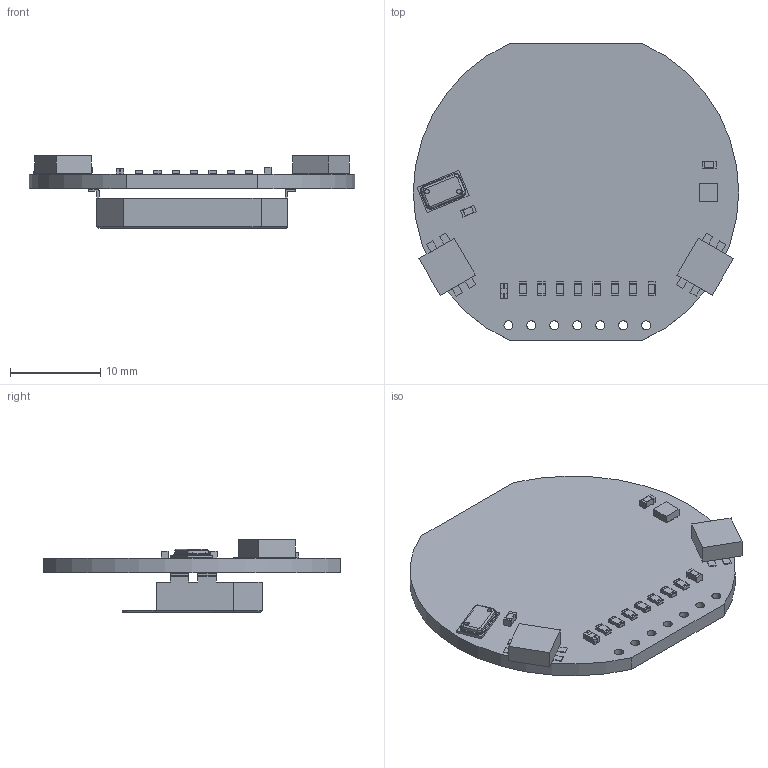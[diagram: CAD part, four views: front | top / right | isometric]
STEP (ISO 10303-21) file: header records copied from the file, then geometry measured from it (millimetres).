
FILE_DESCRIPTION(('FreeCAD Model'),'2;1');
FILE_NAME('3d-file.step','2021-08-29T11:04:40',('Author' ),(''),'Open CASCADE STEP processor 7.3','FreeCAD','Unknown');
FILE_SCHEMA(('AUTOMOTIVE_DESIGN { 1 0 10303 214 1 1 1 1 }'));
Length unit declared in the file: millimetre
Products named in the file (24): nrf52-sensor-tag; Board_Geoms; Pcb; Open CASCADE STEP translator 7.3 1.1.1.1; PCB_Sketch; Step_Models; Top; R7_R_0603_1608Metric_612A865A; R6_R_0603_1608Metric_612A8597; R5_R_0603_1608Metric_612A8537; LED1_APHF1608SEEQBDZGKC_KNB_612A85F8; IC3_C-MS860702BA01-50_602345E7; IC2_VEML6030_602345CD; C8_C_0603_1608Metric_602344F7; C5_C_0603_1608Metric_602344B5; R4_R_0603_1608Metric_612A862A; R3_R_0603_1608Metric_612A7F2F; R2_R_0603_1608Metric_612A8507; R1_R_0603_1608Metric_612A85C7; SW1_EVQ-PUA02K_601F8572; SW2_EVQ-PUA02K_601F8558; C7_C_0603_1608Metric_612A84D7; Bot; BT1_BAT-HLD-001_601FBF74
Assembly tree (23 placements, depth 4):
  nrf52-sensor-tag
    Board_Geoms
      Pcb
        Open CASCADE STEP translator 7.3 1.1.1.1
      PCB_Sketch
    Step_Models
      Top
        R7_R_0603_1608Metric_612A865A
        R6_R_0603_1608Metric_612A8597
        R5_R_0603_1608Metric_612A8537
        LED1_APHF1608SEEQBDZGKC_KNB_612A85F8
        IC3_C-MS860702BA01-50_602345E7
        IC2_VEML6030_602345CD
        C8_C_0603_1608Metric_602344F7
        C5_C_0603_1608Metric_602344B5
        R4_R_0603_1608Metric_612A862A
        R3_R_0603_1608Metric_612A7F2F
        R2_R_0603_1608Metric_612A8507
        R1_R_0603_1608Metric_612A85C7
        SW1_EVQ-PUA02K_601F8572
        SW2_EVQ-PUA02K_601F8558
        C7_C_0603_1608Metric_612A84D7
      Bot
        BT1_BAT-HLD-001_601FBF74
Bounding box: 36.01 x 32.95 x 8.02 mm (x, y, z)
Volume: 1773.4 mm3; surface area: 3287.9 mm2
Topology: 35 solids, 35 shells, 612 faces, 1515 edges, 996 vertices
Faces by surface type: plane 438, cylinder 166, bspline 8
Full cylindrical faces by diameter (mm): 1 x7
Entity records: 21824 total; most frequent: CARTESIAN_POINT 3761, DIRECTION 3037, ORIENTED_EDGE 3022, EDGE_CURVE 1511, LINE 1181, VECTOR 1181, VERTEX_POINT 988, AXIS2_PLACEMENT_3D 928
